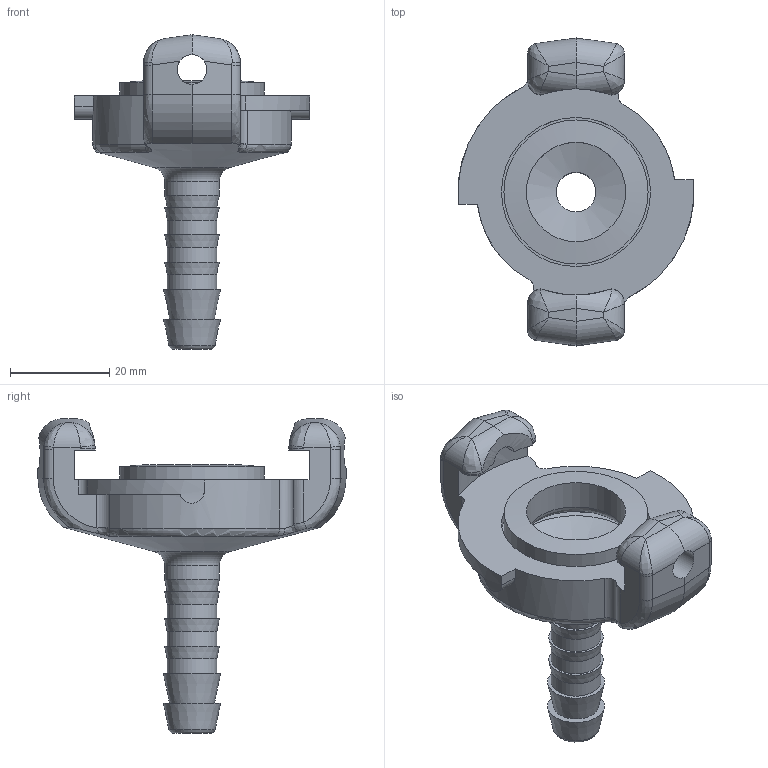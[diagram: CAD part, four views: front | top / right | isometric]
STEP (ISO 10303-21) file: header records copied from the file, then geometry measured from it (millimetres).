
FILE_DESCRIPTION(/* description */ (''),/* implementation_level */ '2;1');
FILE_NAME(/* name */ 'ack_38_t.stp',/* time_stamp */ '2020-04-08T13:26:31+02:00',/* author */ ('schnellinger'),/* organization */ (''),/* preprocessor_version */ 'ST-DEVELOPER v17',/* originating_system */ 'Autodesk Inventor 2018',/* authorisation */ '0 mm^3');
FILE_SCHEMA (('AUTOMOTIVE_DESIGN { 1 0 10303 214 3 1 1 }'));
Length unit declared in the file: millimetre
Products named in the file (1): LUE_00025547_Shrinkwrap_1
Bounding box: 47.5 x 62 x 63.28 mm (x, y, z)
Volume: 20598.1 mm3; surface area: 13253.1 mm2
Topology: 2 solids, 2 shells, 135 faces, 374 edges, 237 vertices
Faces by surface type: cylinder 55, plane 35, bspline 28, cone 10, torus 7
Full cylindrical faces by diameter (mm): 6 x2, 8 x1, 10 x3, 11 x1, 20 x1, 29 x1, 30 x1, 34.5 x1, 35 x1
Entity records: 5426 total; most frequent: CARTESIAN_POINT 1812, ORIENTED_EDGE 732, DIRECTION 731, EDGE_CURVE 366, AXIS2_PLACEMENT_3D 304, VERTEX_POINT 237, EDGE_LOOP 145, CIRCLE 144
